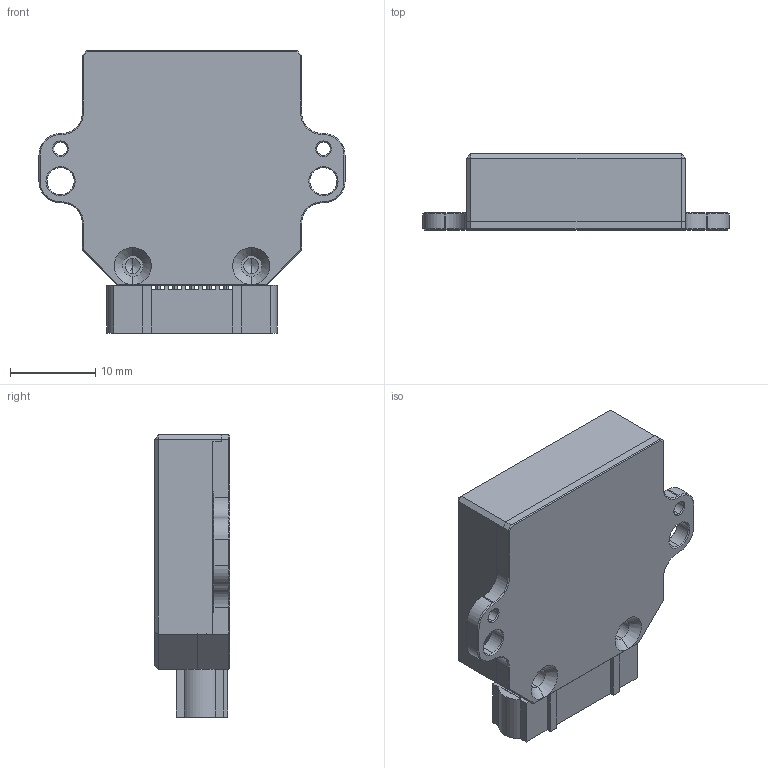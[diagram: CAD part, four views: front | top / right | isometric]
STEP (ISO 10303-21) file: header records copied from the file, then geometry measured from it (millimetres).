
FILE_DESCRIPTION (( 'STEP AP214' ), '1' );
FILE_NAME ('vn100_rugged.STEP', '2016-01-28T16:34:27', ( 'davis' ), ( '' ), 'SwSTEP 2.0', 'SolidWorks 2014', '' );
FILE_SCHEMA (( 'AUTOMOTIVE_DESIGN' ));
Length unit declared in the file: inch
Products named in the file (7): m80-50010xx_asm; M80-210; M80-0200049; M80-2701098; vn100_base; vn100_lid; vn100_rugged
Assembly tree (16 placements, depth 3):
  vn100_rugged
    vn100_lid
    vn100_base
    m80-50010xx_asm
      M80-2701098
      M80-0200049  x10
      M80-210  x2
Bounding box: 35.92 x 8.92 x 33.11 mm (x, y, z)
Volume: 3030.5 mm3; surface area: 5845.5 mm2
Topology: 13 solids, 17 shells, 778 faces, 1873 edges, 1136 vertices
Faces by surface type: plane 397, cylinder 190, cone 131, torus 60
Entity records: 19754 total; most frequent: CARTESIAN_POINT 3047, DIRECTION 2788, ORIENTED_EDGE 2672, EDGE_CURVE 1338, AXIS2_PLACEMENT_3D 944, LINE 900, VECTOR 900, VERTEX_POINT 835
